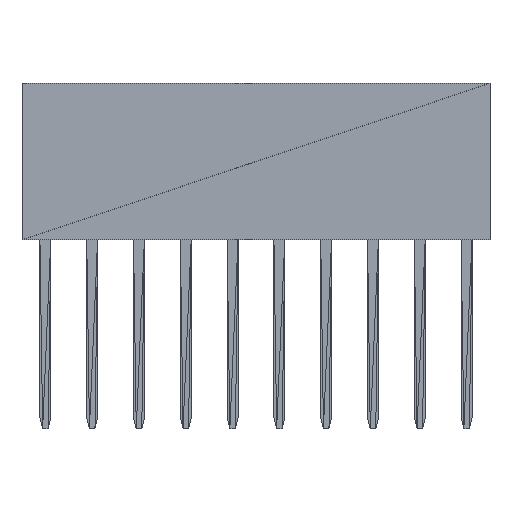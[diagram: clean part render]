
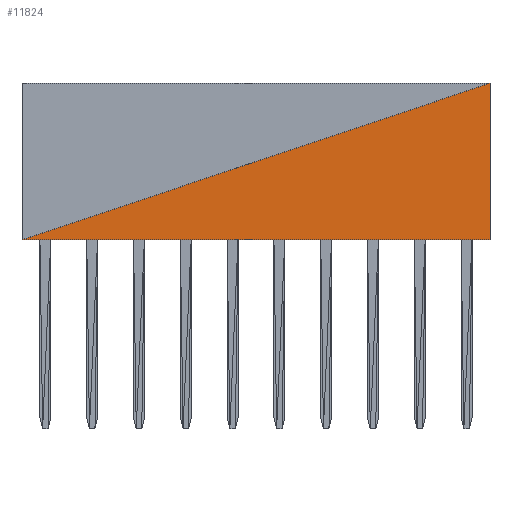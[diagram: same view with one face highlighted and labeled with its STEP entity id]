
A CAD part, left-side view. The second image highlights one B-rep face of the part: STEP entity #11824.
In plain terms, the highlighted planar face has unit normal (-1, 0, 0).
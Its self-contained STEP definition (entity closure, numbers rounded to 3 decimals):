
#11824 = ADVANCED_FACE('',(#11825),#11851,.T.);
#11825 = FACE_BOUND('',#11826,.T.);
#11826 = EDGE_LOOP('',(#11827,#11837,#11845));
#11827 = ORIENTED_EDGE('',*,*,#11828,.F.);
#11828 = EDGE_CURVE('',#11829,#11831,#11833,.T.);
#11829 = VERTEX_POINT('',#11830);
#11830 = CARTESIAN_POINT('',(-1.27,-24.13,0.));
#11831 = VERTEX_POINT('',#11832);
#11832 = CARTESIAN_POINT('',(-1.27,1.27,0.));
#11833 = LINE('',#11834,#11835);
#11834 = CARTESIAN_POINT('',(-1.27,1.27,0.));
#11835 = VECTOR('',#11836,1.);
#11836 = DIRECTION('',(-0.,1.,-0.));
#11837 = ORIENTED_EDGE('',*,*,#11838,.T.);
#11838 = EDGE_CURVE('',#11829,#11839,#11841,.T.);
#11839 = VERTEX_POINT('',#11840);
#11840 = CARTESIAN_POINT('',(-1.27,-24.13,8.5));
#11841 = LINE('',#11842,#11843);
#11842 = CARTESIAN_POINT('',(-1.27,-24.13,0.));
#11843 = VECTOR('',#11844,1.);
#11844 = DIRECTION('',(0.,0.,1.));
#11845 = ORIENTED_EDGE('',*,*,#11846,.T.);
#11846 = EDGE_CURVE('',#11839,#11831,#11847,.T.);
#11847 = LINE('',#11848,#11849);
#11848 = CARTESIAN_POINT('',(-1.27,-24.13,8.5));
#11849 = VECTOR('',#11850,1.);
#11850 = DIRECTION('',(0.,0.948,-0.317));
#11851 = PLANE('',#11852);
#11852 = AXIS2_PLACEMENT_3D('',#11853,#11854,#11855);
#11853 = CARTESIAN_POINT('',(-1.27,1.27,0.));
#11854 = DIRECTION('',(-1.,0.,0.));
#11855 = DIRECTION('',(0.,-1.,0.));
